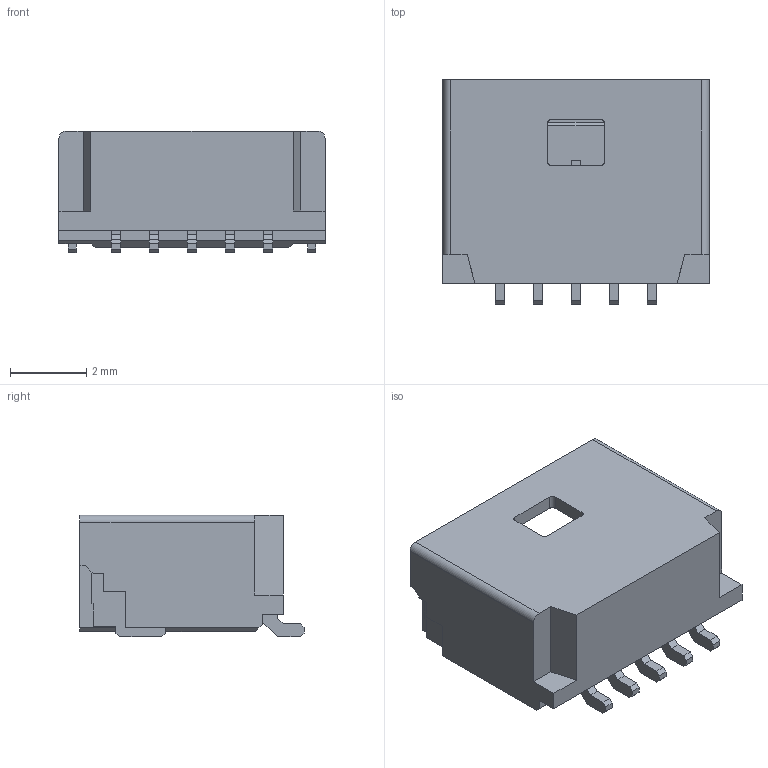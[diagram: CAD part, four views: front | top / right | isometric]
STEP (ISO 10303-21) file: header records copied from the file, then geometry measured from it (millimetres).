
FILE_DESCRIPTION((''),'2;1');
FILE_NAME('2035580507','2020-06-17T',('gga'),(''),'PRO/ENGINEER BY PARAMETRIC TECHNOLOGY CORPORATION, 2016010','PRO/ENGINEER BY PARAMETRIC TECHNOLOGY CORPORATION, 2016010','');
FILE_SCHEMA(('CONFIG_CONTROL_DESIGN'));
Length unit declared in the file: millimetre
Products named in the file (1): 2035580507
Bounding box: 7 x 5.9 x 3.2 mm (x, y, z)
Volume: 59.1 mm3; surface area: 236.2 mm2
Topology: 1 solids, 1 shells, 163 faces, 489 edges, 334 vertices
Faces by surface type: plane 157, cylinder 6
Entity records: 5401 total; most frequent: CARTESIAN_POINT 959, ORIENTED_EDGE 922, DIRECTION 829, VECTOR 477, LINE 477, EDGE_CURVE 461, VERTEX_POINT 306, AXIS2_PLACEMENT_3D 176
